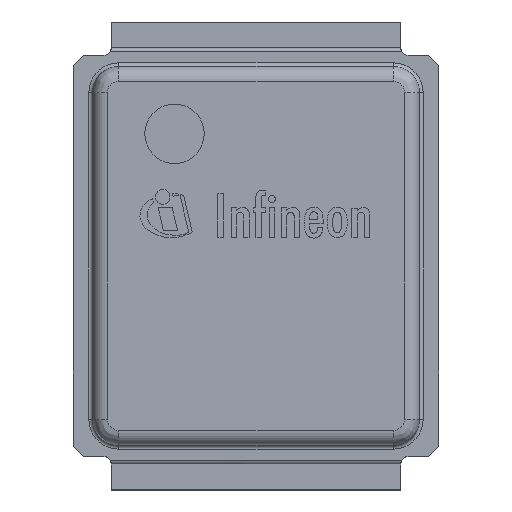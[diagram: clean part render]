
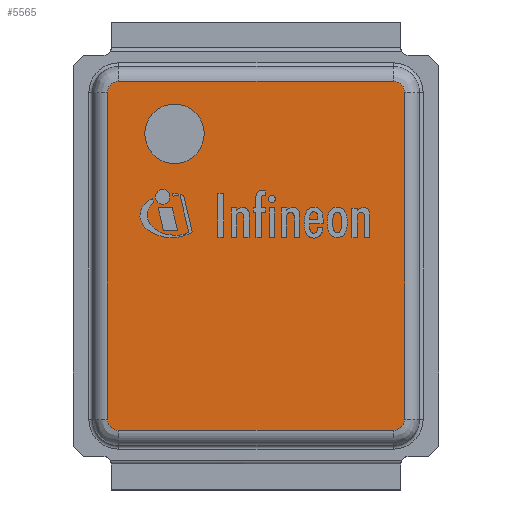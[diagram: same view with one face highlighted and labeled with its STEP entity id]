
A CAD part, top view. The second image highlights one B-rep face of the part: STEP entity #5565.
In plain terms, the highlighted planar face has unit normal (0, 0, 1).
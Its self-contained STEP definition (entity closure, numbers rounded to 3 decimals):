
#70=FACE_BOUND($,#927,.T.);
#71=FACE_BOUND($,#928,.T.);
#94=PLANE($,#5965);
#237=CIRCLE($,#5946,0.15);
#240=CIRCLE($,#5950,0.15);
#244=CIRCLE($,#5955,0.15);
#248=CIRCLE($,#5960,0.15);
#249=CIRCLE($,#5966,0.4);
#927=EDGE_LOOP($,(#3764));
#928=EDGE_LOOP($,(#3765,#3766,#3767,#3768,#3769,#3770,#3771,#3772));
#1287=LINE($,#8594,#1734);
#1289=LINE($,#8614,#1736);
#1291=LINE($,#8632,#1738);
#1292=LINE($,#8646,#1739);
#1734=VECTOR($,#6712,4.4);
#1736=VECTOR($,#6724,3.7);
#1738=VECTOR($,#6736,4.4);
#1739=VECTOR($,#6743,3.7);
#2255=VERTEX_POINT($,#8585);
#2256=VERTEX_POINT($,#8587);
#2258=VERTEX_POINT($,#8592);
#2260=VERTEX_POINT($,#8606);
#2262=VERTEX_POINT($,#8612);
#2263=VERTEX_POINT($,#8625);
#2264=VERTEX_POINT($,#8630);
#2265=VERTEX_POINT($,#8642);
#2266=VERTEX_POINT($,#8654);
#2831=EDGE_CURVE($,#2256,#2255,#237,.T.);
#2833=EDGE_CURVE($,#2258,#2256,#1287,.T.);
#2836=EDGE_CURVE($,#2260,#2258,#240,.T.);
#2839=EDGE_CURVE($,#2262,#2260,#1289,.T.);
#2842=EDGE_CURVE($,#2263,#2262,#244,.T.);
#2845=EDGE_CURVE($,#2264,#2263,#1291,.T.);
#2847=EDGE_CURVE($,#2265,#2264,#248,.T.);
#2848=EDGE_CURVE($,#2255,#2265,#1292,.T.);
#2852=EDGE_CURVE($,#2266,#2266,#249,.T.);
#3764=ORIENTED_EDGE($,*,*,#2852,.F.);
#3765=ORIENTED_EDGE($,*,*,#2831,.F.);
#3766=ORIENTED_EDGE($,*,*,#2833,.F.);
#3767=ORIENTED_EDGE($,*,*,#2836,.F.);
#3768=ORIENTED_EDGE($,*,*,#2839,.F.);
#3769=ORIENTED_EDGE($,*,*,#2842,.F.);
#3770=ORIENTED_EDGE($,*,*,#2845,.F.);
#3771=ORIENTED_EDGE($,*,*,#2847,.F.);
#3772=ORIENTED_EDGE($,*,*,#2848,.F.);
#5565=ADVANCED_FACE($,(#70,#71),#94,.T.);
#5946=AXIS2_PLACEMENT_3D($,#8589,#6706,#6707);
#5950=AXIS2_PLACEMENT_3D($,#8608,#6716,#6717);
#5955=AXIS2_PLACEMENT_3D($,#8627,#6728,#6729);
#5960=AXIS2_PLACEMENT_3D($,#8644,#6739,#6740);
#5965=AXIS2_PLACEMENT_3D($,#8653,#6753,#6754);
#5966=AXIS2_PLACEMENT_3D($,#8655,#6755,#6756);
#6706=DIRECTION('center_axis',(0.,0.,-1.));
#6707=DIRECTION('ref_axis',(0.707,-0.707,0.));
#6712=DIRECTION($,(0.,-1.,0.));
#6716=DIRECTION('center_axis',(0.,0.,-1.));
#6717=DIRECTION('ref_axis',(0.707,0.707,0.));
#6724=DIRECTION($,(1.,0.,0.));
#6728=DIRECTION('center_axis',(0.,0.,-1.));
#6729=DIRECTION('ref_axis',(-0.707,0.707,0.));
#6736=DIRECTION($,(0.,1.,0.));
#6739=DIRECTION('center_axis',(0.,0.,-1.));
#6740=DIRECTION('ref_axis',(-0.707,-0.707,0.));
#6743=DIRECTION($,(-1.,0.,0.));
#6753=DIRECTION('center_axis',(0.,0.,1.));
#6754=DIRECTION('ref_axis',(0.,-1.,0.));
#6755=DIRECTION('center_axis',(0.,0.,1.));
#6756=DIRECTION('ref_axis',(-1.,0.,0.));
#8585=CARTESIAN_POINT('',(1.85,-2.35,0.645));
#8587=CARTESIAN_POINT('',(2.,-2.2,0.645));
#8589=CARTESIAN_POINT('Origin',(1.85,-2.2,0.645));
#8592=CARTESIAN_POINT('',(2.,2.2,0.645));
#8594=CARTESIAN_POINT($,(2.,2.5,0.645));
#8606=CARTESIAN_POINT('',(1.85,2.35,0.645));
#8608=CARTESIAN_POINT('Origin',(1.85,2.2,0.645));
#8612=CARTESIAN_POINT('',(-1.85,2.35,0.645));
#8614=CARTESIAN_POINT($,(-0.925,2.35,0.645));
#8625=CARTESIAN_POINT('',(-2.,2.2,0.645));
#8627=CARTESIAN_POINT('Origin',(-1.85,2.2,0.645));
#8630=CARTESIAN_POINT('',(-2.,-2.2,0.645));
#8632=CARTESIAN_POINT($,(-2.,0.3,0.645));
#8642=CARTESIAN_POINT('',(-1.85,-2.35,0.645));
#8644=CARTESIAN_POINT('Origin',(-1.85,-2.2,0.645));
#8646=CARTESIAN_POINT($,(0.925,-2.35,0.645));
#8653=CARTESIAN_POINT('Origin',(0.,2.8,0.645));
#8654=CARTESIAN_POINT('',(-0.697,1.644,0.645));
#8655=CARTESIAN_POINT('Origin',(-1.097,1.644,0.645));
